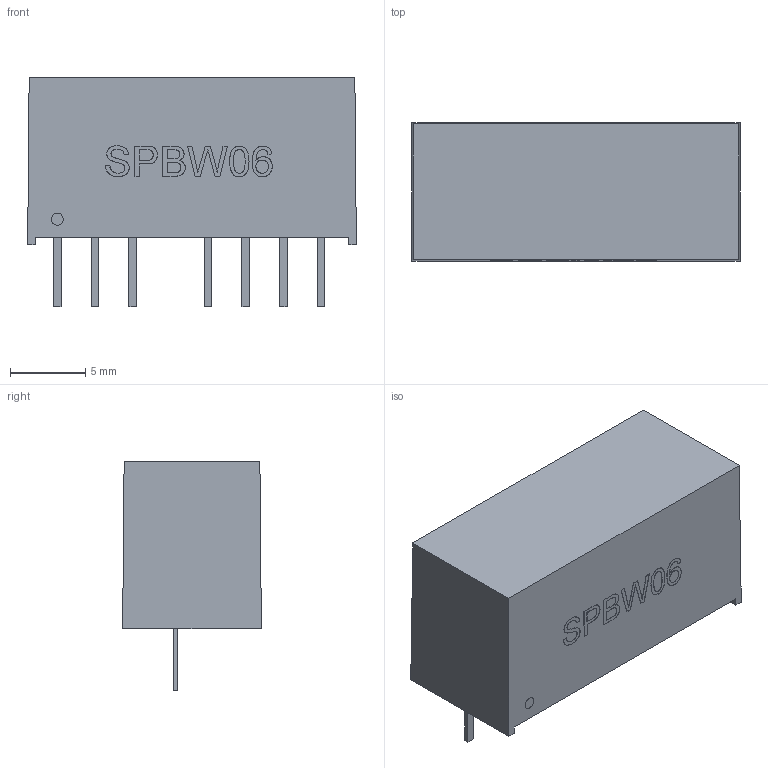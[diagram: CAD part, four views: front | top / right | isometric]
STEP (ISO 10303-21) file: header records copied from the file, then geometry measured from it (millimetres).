
FILE_DESCRIPTION(/* description */ (''),/* implementation_level */ '2;1');
FILE_NAME(/* name */ 'SPBW06.step',/* time_stamp */ '2021-09-09T10:48:36+02:00',/* author */ (''),/* organization */ (''),/* preprocessor_version */ 'ST-DEVELOPER v18.1',/* originating_system */ 'Autodesk Translation Framework v10.10.0.1391',/* authorisation */ '');
FILE_SCHEMA (('AUTOMOTIVE_DESIGN { 1 0 10303 214 3 1 1 }'));
Length unit declared in the file: millimetre
Products named in the file (1): (Unsaved)
Bounding box: 21.8 x 9.2 x 15.2 mm (x, y, z)
Volume: 2102 mm3; surface area: 1120.2 mm2
Topology: 1 solids, 1 shells, 152 faces, 393 edges, 262 vertices
Faces by surface type: plane 90, bspline 61, cylinder 1
Full cylindrical faces by diameter (mm): 0.8 x1
Entity records: 7662 total; most frequent: CARTESIAN_POINT 4325, ORIENTED_EDGE 786, DIRECTION 457, EDGE_CURVE 393, LINE 269, VECTOR 269, VERTEX_POINT 262, EDGE_LOOP 171
